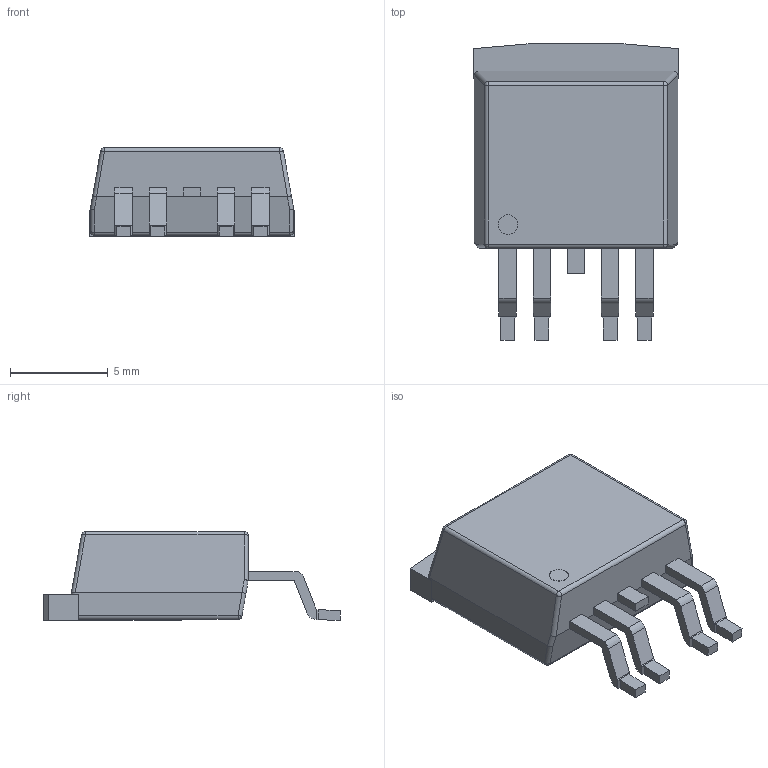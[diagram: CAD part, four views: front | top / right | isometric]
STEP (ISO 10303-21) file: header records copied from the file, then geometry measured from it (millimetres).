
FILE_DESCRIPTION(/* description */ ('model of D2PAK-5'),/* implementation_level */ '2;1');
FILE_NAME(/* name */ 'D2PAK-5.stp',/* time_stamp */ '2015-12-05T22:24:12',/* author */ ('Joan The Spark',''),/* organization */ (''),/* preprocessor_version */ '',/* originating_system */ '',/* authorisation */ '');
FILE_SCHEMA (('AUTOMOTIVE_DESIGN { 1 0 10303 214 3 1 1 }'));
Length unit declared in the file: millimetre
Products named in the file (1): D2PAK-5
Bounding box: 10.5 x 15.2 x 4.55 mm (x, y, z)
Volume: 427.6 mm3; surface area: 436.3 mm2
Topology: 1 solids, 1 shells, 120 faces, 310 edges, 198 vertices
Faces by surface type: plane 80, cylinder 34, sphere 6
Full cylindrical faces by diameter (mm): 1 x1
Entity records: 3692 total; most frequent: DIRECTION 629, CARTESIAN_POINT 628, ORIENTED_EDGE 618, EDGE_CURVE 309, LINE 231, VECTOR 231, AXIS2_PLACEMENT_3D 199, VERTEX_POINT 198
